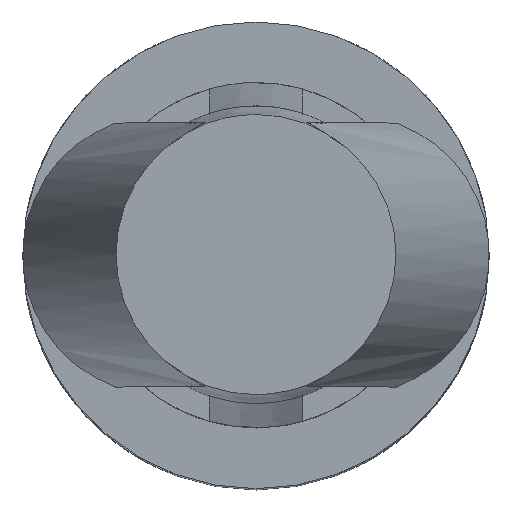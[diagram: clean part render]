
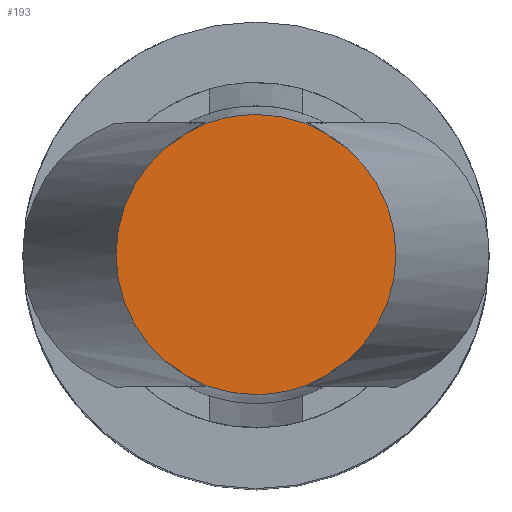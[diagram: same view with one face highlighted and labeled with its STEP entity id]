
A CAD part, top view. The second image highlights one B-rep face of the part: STEP entity #193.
In plain terms, the highlighted planar face has unit normal (0, 0, 1).
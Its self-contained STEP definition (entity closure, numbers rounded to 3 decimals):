
#193 = ADVANCED_FACE( '', ( #412 ), #413, .T. );
#412 = FACE_OUTER_BOUND( '', #737, .T. );
#413 = PLANE( '', #738 );
#737 = EDGE_LOOP( '', ( #1265, #1266, #1267, #1268, #1269, #1270, #1271, #1272 ) );
#738 = AXIS2_PLACEMENT_3D( '', #1273, #1274, #1275 );
#1265 = ORIENTED_EDGE( '', *, *, #1593, .F. );
#1266 = ORIENTED_EDGE( '', *, *, #1592, .T. );
#1267 = ORIENTED_EDGE( '', *, *, #1591, .F. );
#1268 = ORIENTED_EDGE( '', *, *, #1692, .F. );
#1269 = ORIENTED_EDGE( '', *, *, #1693, .F. );
#1270 = ORIENTED_EDGE( '', *, *, #1694, .T. );
#1271 = ORIENTED_EDGE( '', *, *, #1695, .F. );
#1272 = ORIENTED_EDGE( '', *, *, #1491, .T. );
#1273 = CARTESIAN_POINT( '', ( 0., 0., 8.9 ) );
#1274 = DIRECTION( '', ( 0., 0., 1. ) );
#1275 = DIRECTION( '', ( 1., 0., 0. ) );
#1491 = EDGE_CURVE( '', #1759, #1757, #1760, .F. );
#1591 = EDGE_CURVE( '', #1930, #1932, #1933, .T. );
#1592 = EDGE_CURVE( '', #1934, #1932, #1935, .T. );
#1593 = EDGE_CURVE( '', #1934, #1757, #1936, .T. );
#1692 = EDGE_CURVE( '', #2066, #1930, #2067, .T. );
#1693 = EDGE_CURVE( '', #2068, #2066, #2069, .T. );
#1694 = EDGE_CURVE( '', #2068, #2070, #2071, .T. );
#1695 = EDGE_CURVE( '', #1759, #2070, #2072, .T. );
#1757 = VERTEX_POINT( '', #2155 );
#1759 = VERTEX_POINT( '', #2163 );
#1760 = CIRCLE( '', #2164, 1.5 );
#1930 = VERTEX_POINT( '', #2455 );
#1932 = VERTEX_POINT( '', #2463 );
#1933 = CIRCLE( '', #2464, 1.5 );
#1934 = VERTEX_POINT( '', #2465 );
#1935 = B_SPLINE_CURVE_WITH_KNOTS( '', 2, ( #2466, #2467, #2468, #2469, #2470 ), .UNSPECIFIED., .F., .F., ( 3, 2, 3 ), ( 0., 0.5, 1. ), .UNSPECIFIED. );
#1936 = CIRCLE( '', #2471, 1.5 );
#2066 = VERTEX_POINT( '', #2675 );
#2067 = CIRCLE( '', #2676, 1.5 );
#2068 = VERTEX_POINT( '', #2677 );
#2069 = CIRCLE( '', #2678, 1.5 );
#2070 = VERTEX_POINT( '', #2679 );
#2071 = B_SPLINE_CURVE_WITH_KNOTS( '', 2, ( #2680, #2681, #2682, #2683, #2684 ), .UNSPECIFIED., .F., .F., ( 3, 2, 3 ), ( 0., 0.5, 1. ), .UNSPECIFIED. );
#2072 = CIRCLE( '', #2685, 1.5 );
#2155 = CARTESIAN_POINT( '', ( -0.525, -1.405, 8.9 ) );
#2163 = CARTESIAN_POINT( '', ( -0.525, 1.405, 8.9 ) );
#2164 = AXIS2_PLACEMENT_3D( '', #2762, #2763, #2764 );
#2455 = CARTESIAN_POINT( '', ( 0.525, -1.405, 8.9 ) );
#2463 = CARTESIAN_POINT( '', ( 0.5, -1.414, 8.9 ) );
#2464 = AXIS2_PLACEMENT_3D( '', #2881, #2882, #2883 );
#2465 = CARTESIAN_POINT( '', ( -0.5, -1.414, 8.9 ) );
#2466 = CARTESIAN_POINT( '', ( -0.5, -1.414, 8.9 ) );
#2467 = CARTESIAN_POINT( '', ( -0.258, -1.5, 8.9 ) );
#2468 = CARTESIAN_POINT( '', ( 0., -1.5, 8.9 ) );
#2469 = CARTESIAN_POINT( '', ( 0.257, -1.5, 8.9 ) );
#2470 = CARTESIAN_POINT( '', ( 0.5, -1.414, 8.9 ) );
#2471 = AXIS2_PLACEMENT_3D( '', #2884, #2885, #2886 );
#2675 = CARTESIAN_POINT( '', ( 0.525, 1.405, 8.9 ) );
#2676 = AXIS2_PLACEMENT_3D( '', #2980, #2981, #2982 );
#2677 = CARTESIAN_POINT( '', ( 0.5, 1.414, 8.9 ) );
#2678 = AXIS2_PLACEMENT_3D( '', #2983, #2984, #2985 );
#2679 = CARTESIAN_POINT( '', ( -0.5, 1.414, 8.9 ) );
#2680 = CARTESIAN_POINT( '', ( 0.5, 1.414, 8.9 ) );
#2681 = CARTESIAN_POINT( '', ( 0.258, 1.5, 8.9 ) );
#2682 = CARTESIAN_POINT( '', ( 0., 1.5, 8.9 ) );
#2683 = CARTESIAN_POINT( '', ( -0.257, 1.5, 8.9 ) );
#2684 = CARTESIAN_POINT( '', ( -0.5, 1.414, 8.9 ) );
#2685 = AXIS2_PLACEMENT_3D( '', #2986, #2987, #2988 );
#2762 = CARTESIAN_POINT( '', ( 0., 0., 8.9 ) );
#2763 = DIRECTION( '', ( 0., 0., -1. ) );
#2764 = DIRECTION( '', ( 1., 0., 0. ) );
#2881 = CARTESIAN_POINT( '', ( 0., 0., 8.9 ) );
#2882 = DIRECTION( '', ( 0., 0., -1. ) );
#2883 = DIRECTION( '', ( 0., 1., 0. ) );
#2884 = CARTESIAN_POINT( '', ( 0., 0., 8.9 ) );
#2885 = DIRECTION( '', ( 0., 0., -1. ) );
#2886 = DIRECTION( '', ( 0., 1., 0. ) );
#2980 = CARTESIAN_POINT( '', ( 0., 0., 8.9 ) );
#2981 = DIRECTION( '', ( 0., 0., -1. ) );
#2982 = DIRECTION( '', ( 0., 1., 0. ) );
#2983 = CARTESIAN_POINT( '', ( 0., 0., 8.9 ) );
#2984 = DIRECTION( '', ( 0., 0., -1. ) );
#2985 = DIRECTION( '', ( 0., 1., 0. ) );
#2986 = CARTESIAN_POINT( '', ( 0., 0., 8.9 ) );
#2987 = DIRECTION( '', ( 0., 0., -1. ) );
#2988 = DIRECTION( '', ( 0., 1., 0. ) );
